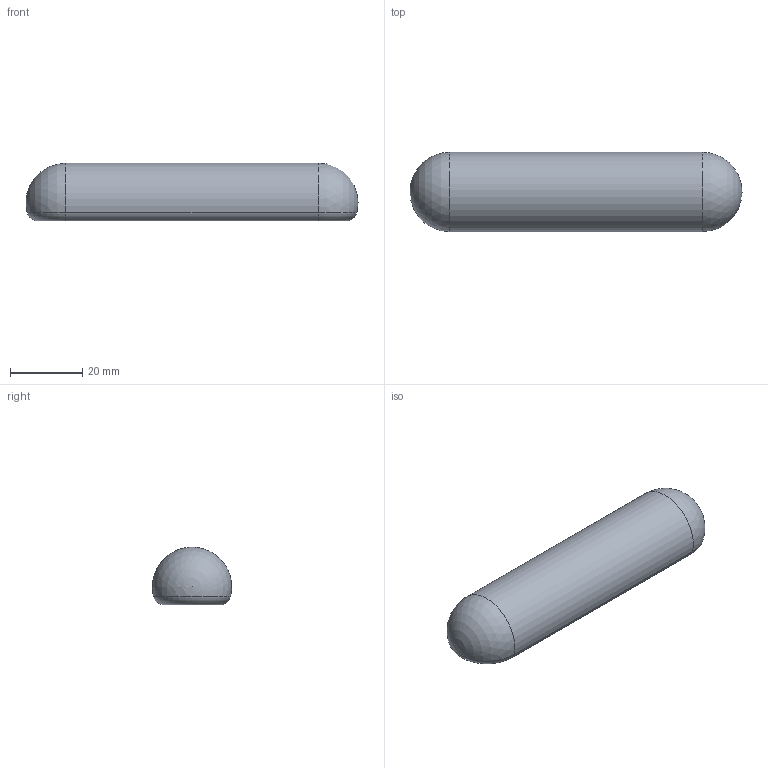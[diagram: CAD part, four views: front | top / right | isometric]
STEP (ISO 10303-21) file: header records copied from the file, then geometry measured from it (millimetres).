
FILE_DESCRIPTION(/* description */ (''),/* implementation_level */ '2;1');
FILE_NAME(/* name */ 'headphone_rubber.stp',/* time_stamp */ '2018-06-07T22:18:58+02:00',/* author */ ('daniel.bruns'),/* organization */ (''),/* preprocessor_version */ 'ST-DEVELOPER v17',/* originating_system */ 'Autodesk Inventor 2018',/* authorisation */ '');
FILE_SCHEMA (('AUTOMOTIVE_DESIGN { 1 0 10303 214 3 1 1 }'));
Length unit declared in the file: millimetre
Products named in the file (1): headphone_rubber
Bounding box: 92 x 21.96 x 15.99 mm (x, y, z)
Volume: 23019.8 mm3; surface area: 7279.9 mm2
Topology: 1 solids, 1 shells, 13 faces, 32 edges, 20 vertices
Faces by surface type: plane 6, cylinder 3, torus 2, sphere 2
Entity records: 417 total; most frequent: DIRECTION 72, CARTESIAN_POINT 64, ORIENTED_EDGE 60, EDGE_CURVE 30, AXIS2_PLACEMENT_3D 28, VERTEX_POINT 20, LINE 16, VECTOR 16
